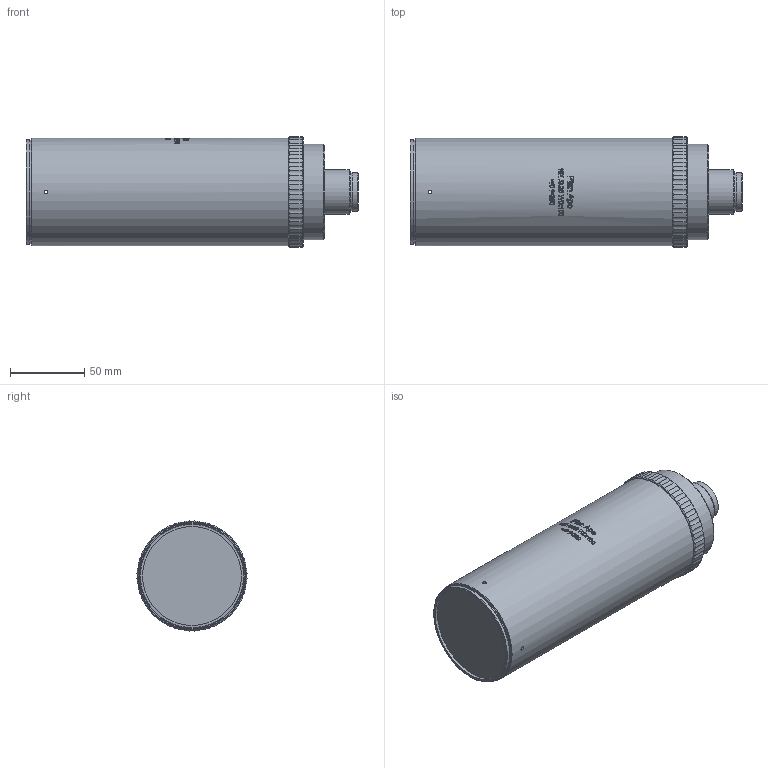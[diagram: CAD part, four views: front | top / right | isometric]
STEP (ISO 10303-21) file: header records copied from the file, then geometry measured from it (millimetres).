
FILE_DESCRIPTION (( 'STEP AP203' ), '1' );
FILE_NAME ('690099.STEP', '2025-11-19T04:11:30', ( 'Windows User' ), ( 'P R C' ), 'SwSTEP 2.0', 'SolidWorks 2020', '' );
FILE_SCHEMA (( 'CONFIG_CONTROL_DESIGN' ));
Products named in the file (1): 690099
Bounding box: 223 x 73.93 x 73.93 mm (x, y, z)
Volume: 167916.4 mm3; surface area: 103991.8 mm2
Topology: 1 solids, 1 shells, 501 faces, 1314 edges, 875 vertices
Faces by surface type: bspline 229, cylinder 141, plane 120, cone 11
Full cylindrical faces by diameter (mm): 2.5 x4, 17.5 x1, 20 x1, 21.5 x2, 22.161 x1, 24 x1, 25 x1, 26 x1, 30 x1, 57 x1, 63 x1, 64 x1, 66.5 x2, 69.2 x1, 70 x1, 72 x1
Entity records: 57058 total; most frequent: CARTESIAN_POINT 46406, ORIENTED_EDGE 2514, DIRECTION 1493, EDGE_CURVE 1257, VERTEX_POINT 856, EDGE_LOOP 603, B_SPLINE_CURVE_WITH_KNOTS 541, FACE_OUTER_BOUND 521
